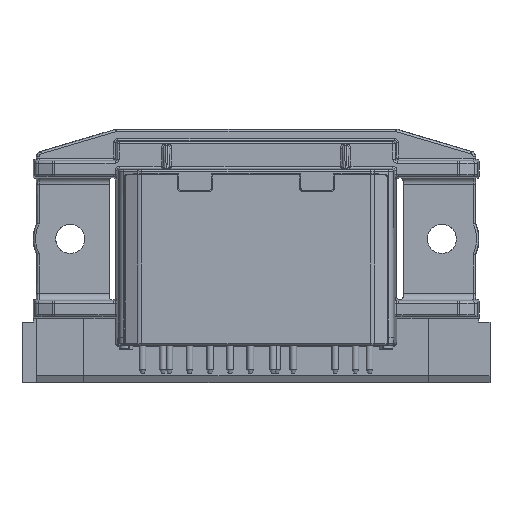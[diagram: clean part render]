
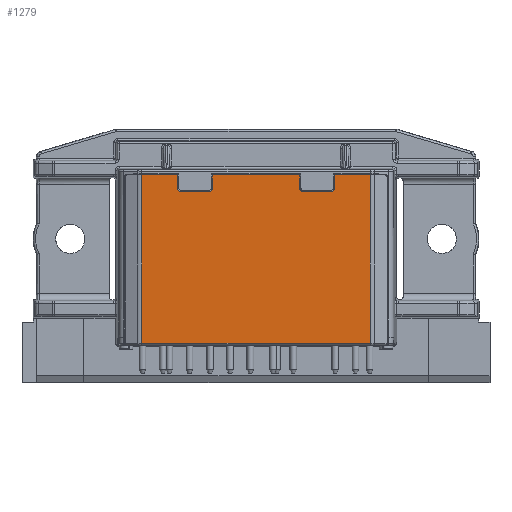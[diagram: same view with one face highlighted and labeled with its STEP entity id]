
A CAD part, top view. The second image highlights one B-rep face of the part: STEP entity #1279.
In plain terms, the highlighted planar face has unit normal (0, -0.026, 1).
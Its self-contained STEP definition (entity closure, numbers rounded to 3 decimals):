
#1279 = ADVANCED_FACE( '', ( #2820 ), #2821, .T. );
#2820 = FACE_OUTER_BOUND( '', #6254, .T. );
#2821 = PLANE( '', #6255 );
#6254 = EDGE_LOOP( '', ( #11864, #11865, #11866, #11867, #11868, #11869, #11870, #11871, #11872, #11873, #11874, #11875, #11876, #11877, #11878, #11879 ) );
#6255 = AXIS2_PLACEMENT_3D( '', #11880, #11881, #11882 );
#11864 = ORIENTED_EDGE( '', *, *, #15379, .T. );
#11865 = ORIENTED_EDGE( '', *, *, #14634, .T. );
#11866 = ORIENTED_EDGE( '', *, *, #14517, .T. );
#11867 = ORIENTED_EDGE( '', *, *, #14555, .T. );
#11868 = ORIENTED_EDGE( '', *, *, #15380, .T. );
#11869 = ORIENTED_EDGE( '', *, *, #15349, .T. );
#11870 = ORIENTED_EDGE( '', *, *, #15381, .T. );
#11871 = ORIENTED_EDGE( '', *, *, #15355, .T. );
#11872 = ORIENTED_EDGE( '', *, *, #14424, .F. );
#11873 = ORIENTED_EDGE( '', *, *, #14685, .F. );
#11874 = ORIENTED_EDGE( '', *, *, #14496, .F. );
#11875 = ORIENTED_EDGE( '', *, *, #15202, .F. );
#11876 = ORIENTED_EDGE( '', *, *, #15332, .F. );
#11877 = ORIENTED_EDGE( '', *, *, #14249, .F. );
#11878 = ORIENTED_EDGE( '', *, *, #13927, .F. );
#11879 = ORIENTED_EDGE( '', *, *, #15087, .T. );
#11880 = CARTESIAN_POINT( '', ( 30.5, -13.7, 20.5 ) );
#11881 = DIRECTION( '', ( 0., -0.026, 1. ) );
#11882 = DIRECTION( '', ( 1., 0., 0. ) );
#13927 = EDGE_CURVE( '', #15888, #15891, #15892, .F. );
#14249 = EDGE_CURVE( '', #15891, #16452, #16453, .T. );
#14424 = EDGE_CURVE( '', #16743, #16745, #16746, .T. );
#14496 = EDGE_CURVE( '', #16857, #16859, #16860, .T. );
#14517 = EDGE_CURVE( '', #16893, #16891, #16894, .T. );
#14555 = EDGE_CURVE( '', #16891, #16945, #16947, .F. );
#14634 = EDGE_CURVE( '', #17074, #16893, #17075, .T. );
#14685 = EDGE_CURVE( '', #16859, #16743, #17153, .F. );
#15087 = EDGE_CURVE( '', #15888, #17751, #17752, .F. );
#15202 = EDGE_CURVE( '', #17895, #16857, #17897, .F. );
#15332 = EDGE_CURVE( '', #16452, #17895, #18060, .T. );
#15349 = EDGE_CURVE( '', #18079, #18077, #18080, .F. );
#15355 = EDGE_CURVE( '', #18086, #16745, #18087, .T. );
#15379 = EDGE_CURVE( '', #17751, #17074, #18115, .F. );
#15380 = EDGE_CURVE( '', #16945, #18079, #18116, .T. );
#15381 = EDGE_CURVE( '', #18077, #18086, #18117, .T. );
#15888 = VERTEX_POINT( '', #18697 );
#15891 = VERTEX_POINT( '', #18700 );
#15892 = LINE( '', #18701, #18702 );
#16452 = VERTEX_POINT( '', #19795 );
#16453 = LINE( '', #19796, #19797 );
#16743 = VERTEX_POINT( '', #20301 );
#16745 = VERTEX_POINT( '', #20304 );
#16746 = LINE( '', #20305, #20306 );
#16857 = VERTEX_POINT( '', #20493 );
#16859 = VERTEX_POINT( '', #20496 );
#16860 = LINE( '', #20497, #20498 );
#16891 = VERTEX_POINT( '', #20540 );
#16893 = VERTEX_POINT( '', #20543 );
#16894 = LINE( '', #20544, #20545 );
#16945 = VERTEX_POINT( '', #20636 );
#16947 = ELLIPSE( '', #20639, 0.6, 0.6 );
#17074 = VERTEX_POINT( '', #21032 );
#17075 = LINE( '', #21033, #21034 );
#17153 = ELLIPSE( '', #21190, 0.6, 0.6 );
#17751 = VERTEX_POINT( '', #22236 );
#17752 = LINE( '', #22237, #22238 );
#17895 = VERTEX_POINT( '', #22595 );
#17897 = ELLIPSE( '', #22598, 0.6, 0.6 );
#18060 = LINE( '', #22869, #22870 );
#18077 = VERTEX_POINT( '', #22891 );
#18079 = VERTEX_POINT( '', #22894 );
#18080 = ELLIPSE( '', #22895, 0.6, 0.6 );
#18086 = VERTEX_POINT( '', #22904 );
#18087 = LINE( '', #22905, #22906 );
#18115 = LINE( '', #22955, #22956 );
#18116 = LINE( '', #22957, #22958 );
#18117 = LINE( '', #22959, #22960 );
#18697 = CARTESIAN_POINT( '', ( -7.161, -13.408, 20.508 ) );
#18700 = CARTESIAN_POINT( '', ( -7.161, 11.5, 21.16 ) );
#18701 = CARTESIAN_POINT( '', ( -7.161, -13.7, 20.5 ) );
#18702 = VECTOR( '', #24014, 1000. );
#19795 = CARTESIAN_POINT( '', ( -1.9, 11.5, 21.16 ) );
#19796 = CARTESIAN_POINT( '', ( -11., 11.5, 21.16 ) );
#19797 = VECTOR( '', #24411, 1000. );
#20301 = CARTESIAN_POINT( '', ( 3.3, 9.6, 21.11 ) );
#20304 = CARTESIAN_POINT( '', ( 3.3, 11.5, 21.16 ) );
#20305 = CARTESIAN_POINT( '', ( 3.3, -13.7, 20.5 ) );
#20306 = VECTOR( '', #24620, 1000. );
#20493 = CARTESIAN_POINT( '', ( -1.3, 9., 21.094 ) );
#20496 = CARTESIAN_POINT( '', ( 2.7, 9., 21.094 ) );
#20497 = CARTESIAN_POINT( '', ( -11., 9., 21.094 ) );
#20498 = VECTOR( '', #24711, 1000. );
#20540 = CARTESIAN_POINT( '', ( 21.4, 9.6, 21.11 ) );
#20543 = CARTESIAN_POINT( '', ( 21.4, 11.5, 21.16 ) );
#20544 = CARTESIAN_POINT( '', ( 21.4, -13.7, 20.5 ) );
#20545 = VECTOR( '', #24733, 1000. );
#20636 = CARTESIAN_POINT( '', ( 20.8, 9., 21.094 ) );
#20639 = AXIS2_PLACEMENT_3D( '', #24781, #24782, #24783 );
#21032 = CARTESIAN_POINT( '', ( 26.661, 11.5, 21.16 ) );
#21033 = CARTESIAN_POINT( '', ( 30.5, 11.5, 21.16 ) );
#21034 = VECTOR( '', #24856, 1000. );
#21190 = AXIS2_PLACEMENT_3D( '', #24920, #24921, #24922 );
#22236 = CARTESIAN_POINT( '', ( 26.661, -13.408, 20.508 ) );
#22237 = CARTESIAN_POINT( '', ( 30.5, -13.408, 20.508 ) );
#22238 = VECTOR( '', #25391, 1000. );
#22595 = CARTESIAN_POINT( '', ( -1.9, 9.6, 21.11 ) );
#22598 = AXIS2_PLACEMENT_3D( '', #25503, #25504, #25505 );
#22869 = CARTESIAN_POINT( '', ( -1.9, -13.7, 20.5 ) );
#22870 = VECTOR( '', #25653, 1000. );
#22891 = CARTESIAN_POINT( '', ( 16.2, 9.6, 21.11 ) );
#22894 = CARTESIAN_POINT( '', ( 16.8, 9., 21.094 ) );
#22895 = AXIS2_PLACEMENT_3D( '', #25668, #25669, #25670 );
#22904 = CARTESIAN_POINT( '', ( 16.2, 11.5, 21.16 ) );
#22905 = CARTESIAN_POINT( '', ( 30.5, 11.5, 21.16 ) );
#22906 = VECTOR( '', #25674, 1000. );
#22955 = CARTESIAN_POINT( '', ( 26.661, -13.7, 20.5 ) );
#22956 = VECTOR( '', #25691, 1000. );
#22957 = CARTESIAN_POINT( '', ( 30.5, 9., 21.094 ) );
#22958 = VECTOR( '', #25692, 1000. );
#22959 = CARTESIAN_POINT( '', ( 16.2, -13.7, 20.5 ) );
#22960 = VECTOR( '', #25693, 1000. );
#24014 = DIRECTION( '', ( 0., -1., -0.026 ) );
#24411 = DIRECTION( '', ( 1., 0., 0. ) );
#24620 = DIRECTION( '', ( 0., 1., 0.026 ) );
#24711 = DIRECTION( '', ( 1., 0., 0. ) );
#24733 = DIRECTION( '', ( 0., -1., -0.026 ) );
#24781 = CARTESIAN_POINT( '', ( 20.8, 9.6, 21.11 ) );
#24782 = DIRECTION( '', ( 0., -0.026, 1. ) );
#24783 = DIRECTION( '', ( 0., 1., 0.026 ) );
#24856 = DIRECTION( '', ( -1., 0., 0. ) );
#24920 = CARTESIAN_POINT( '', ( 2.7, 9.6, 21.11 ) );
#24921 = DIRECTION( '', ( 0., 0.026, -1. ) );
#24922 = DIRECTION( '', ( 0., 1., 0.026 ) );
#25391 = DIRECTION( '', ( -1., 0., 0. ) );
#25503 = CARTESIAN_POINT( '', ( -1.3, 9.6, 21.11 ) );
#25504 = DIRECTION( '', ( 0., 0.026, -1. ) );
#25505 = DIRECTION( '', ( 0., 1., 0.026 ) );
#25653 = DIRECTION( '', ( 0., -1., -0.026 ) );
#25668 = CARTESIAN_POINT( '', ( 16.8, 9.6, 21.11 ) );
#25669 = DIRECTION( '', ( 0., -0.026, 1. ) );
#25670 = DIRECTION( '', ( 0., 1., 0.026 ) );
#25674 = DIRECTION( '', ( -1., 0., 0. ) );
#25691 = DIRECTION( '', ( 0., -1., -0.026 ) );
#25692 = DIRECTION( '', ( -1., 0., 0. ) );
#25693 = DIRECTION( '', ( 0., 1., 0.026 ) );
